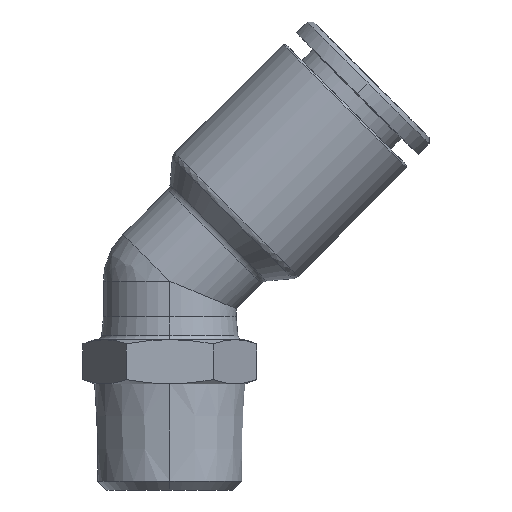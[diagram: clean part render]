
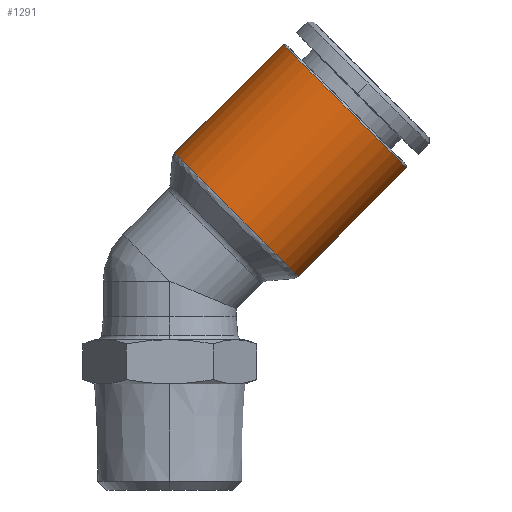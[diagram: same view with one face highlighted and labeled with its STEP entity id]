
A CAD part, front view. The second image highlights one B-rep face of the part: STEP entity #1291.
In plain terms, the highlighted cylindrical face has radius 9.85 mm (diameter 19.7 mm), a partial arc.
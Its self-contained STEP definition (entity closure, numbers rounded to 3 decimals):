
#164 = CARTESIAN_POINT ( 'NONE',  ( 19.898, 0., 11.096 ) ) ;
#417 = EDGE_LOOP ( 'NONE', ( #1652, #10875, #5852, #4552 ) ) ;
#686 = VERTEX_POINT ( 'NONE', #2239 ) ;
#708 = CIRCLE ( 'NONE', #5275, 9.85 ) ;
#930 = LINE ( 'NONE', #164, #11275 ) ;
#1058 = CARTESIAN_POINT ( 'NONE',  ( 12.933, 0., 18.061 ) ) ;
#1101 = CARTESIAN_POINT ( 'NONE',  ( 0.569, 0., 19.626 ) ) ;
#1291 = ADVANCED_FACE ( 'NONE', ( #2506 ), #13167, .T. ) ;
#1651 = VERTEX_POINT ( 'NONE', #7329 ) ;
#1652 = ORIENTED_EDGE ( 'NONE', *, *, #13587, .F. ) ;
#2239 = CARTESIAN_POINT ( 'NONE',  ( 26.757, 0., 17.955 ) ) ;
#2346 = AXIS2_PLACEMENT_3D ( 'NONE', #11075, #7812, #4561 ) ;
#2506 = FACE_OUTER_BOUND ( 'NONE', #417, .T. ) ;
#2813 = CIRCLE ( 'NONE', #2346, 9.85 ) ;
#3186 = DIRECTION ( 'NONE',  ( -0.707, 0., -0.707 ) ) ;
#3324 = CARTESIAN_POINT ( 'NONE',  ( 19.792, 0., 24.92 ) ) ;
#3369 = EDGE_CURVE ( 'NONE', #6558, #686, #930, .T. ) ;
#3780 = AXIS2_PLACEMENT_3D ( 'NONE', #1058, #13099, #6571 ) ;
#4552 = ORIENTED_EDGE ( 'NONE', *, *, #5874, .T. ) ;
#4561 = DIRECTION ( 'NONE',  ( 0.707, 0., -0.707 ) ) ;
#5275 = AXIS2_PLACEMENT_3D ( 'NONE', #3324, #3186, #10918 ) ;
#5852 = ORIENTED_EDGE ( 'NONE', *, *, #3369, .T. ) ;
#5874 = EDGE_CURVE ( 'NONE', #686, #1651, #708, .T. ) ;
#6558 = VERTEX_POINT ( 'NONE', #13328 ) ;
#6571 = DIRECTION ( 'NONE',  ( 0.707, 0., -0.707 ) ) ;
#7246 = DIRECTION ( 'NONE',  ( 0.707, 0., 0.707 ) ) ;
#7329 = CARTESIAN_POINT ( 'NONE',  ( 12.827, 0., 31.885 ) ) ;
#7812 = DIRECTION ( 'NONE',  ( 0.707, 0., 0.707 ) ) ;
#9301 = VERTEX_POINT ( 'NONE', #1101 ) ;
#10465 = CARTESIAN_POINT ( 'NONE',  ( 5.968, 0., 25.026 ) ) ;
#10875 = ORIENTED_EDGE ( 'NONE', *, *, #11937, .T. ) ;
#10918 = DIRECTION ( 'NONE',  ( 0.707, 0., -0.707 ) ) ;
#11075 = CARTESIAN_POINT ( 'NONE',  ( 7.534, 0., 12.661 ) ) ;
#11100 = VECTOR ( 'NONE', #7246, 1000. ) ;
#11275 = VECTOR ( 'NONE', #12379, 1000. ) ;
#11937 = EDGE_CURVE ( 'NONE', #9301, #6558, #2813, .T. ) ;
#12298 = LINE ( 'NONE', #10465, #11100 ) ;
#12379 = DIRECTION ( 'NONE',  ( 0.707, 0., 0.707 ) ) ;
#13099 = DIRECTION ( 'NONE',  ( 0.707, 0., 0.707 ) ) ;
#13167 = CYLINDRICAL_SURFACE ( 'NONE', #3780, 9.85 ) ;
#13328 = CARTESIAN_POINT ( 'NONE',  ( 14.499, 0., 5.696 ) ) ;
#13587 = EDGE_CURVE ( 'NONE', #9301, #1651, #12298, .T. ) ;
